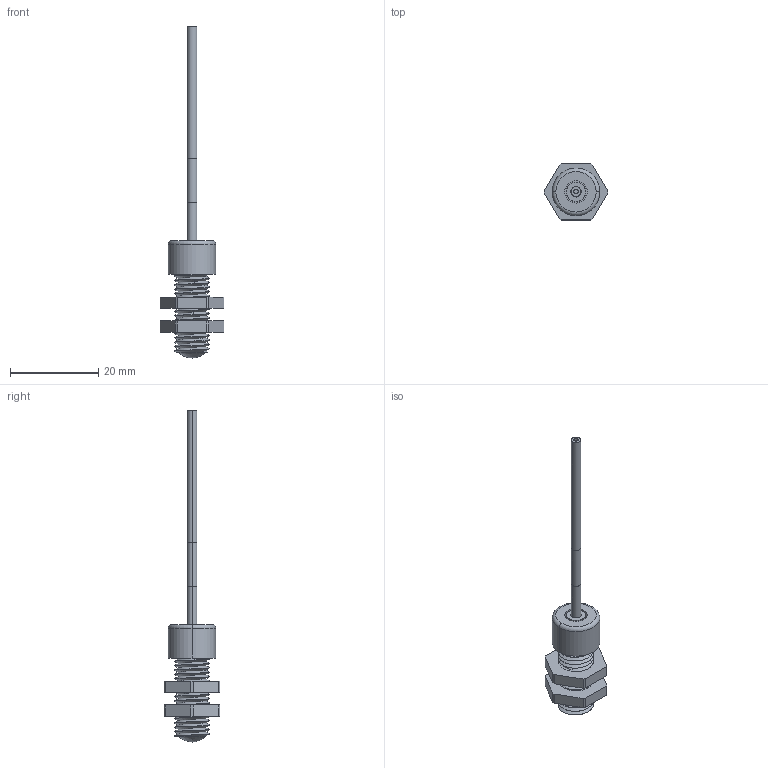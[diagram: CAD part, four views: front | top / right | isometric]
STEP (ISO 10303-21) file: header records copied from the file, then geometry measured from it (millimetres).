
FILE_DESCRIPTION((''),'2;1');
FILE_NAME('215474_ASM','2019-11-18T13:38:21',('pdmadmin'),('BANNER ENGINEERING'),'CREO PARAMETRIC BY PTC INC, 2018300','CREO PARAMETRIC BY PTC INC, 2018300','');
FILE_SCHEMA(('CONFIG_CONTROL_DESIGN'));
Length unit declared in the file: inch
Products named in the file (7): 39285; 10140; 145216; 33139; 33267; 808866_ASM; 215474_ASM
Assembly tree (7 placements, depth 3):
  215474_ASM
    808866_ASM
      39285
      10140
      145216
      33139
      33267  x2
Bounding box: 14.38 x 12.7 x 75.37 mm (x, y, z)
Volume: 2045.3 mm3; surface area: 3697.4 mm2
Topology: 6 solids, 10 shells, 159 faces, 404 edges, 260 vertices
Faces by surface type: cylinder 88, plane 41, bspline 20, cone 4, torus 4, revolution 2
Entity records: 10849 total; most frequent: CARTESIAN_POINT 7481, ORIENTED_EDGE 696, DIRECTION 603, EDGE_CURVE 354, AXIS2_PLACEMENT_3D 232, VERTEX_POINT 228, EDGE_LOOP 154, FACE_OUTER_BOUND 141
